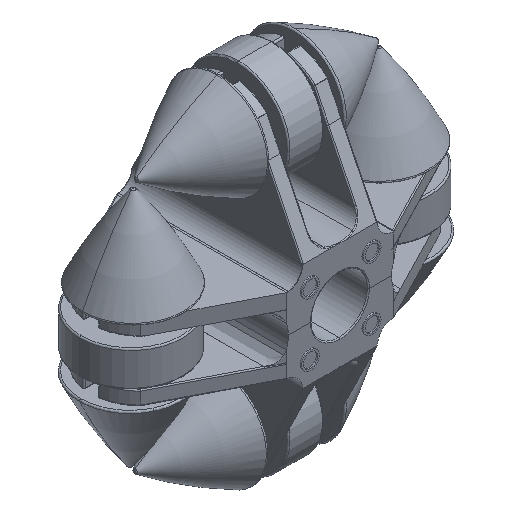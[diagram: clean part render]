
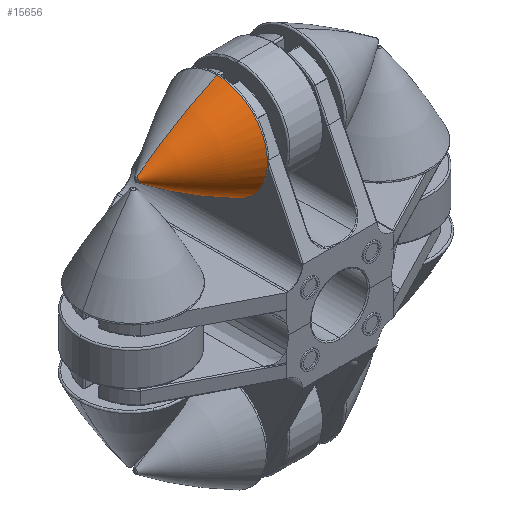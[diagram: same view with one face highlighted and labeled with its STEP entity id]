
A CAD part, isometric view. The second image highlights one B-rep face of the part: STEP entity #15656.
In plain terms, the highlighted toroidal (fillet/blend) face has major radius 54.671 mm and minor radius 68.371 mm.
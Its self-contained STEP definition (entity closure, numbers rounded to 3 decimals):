
#652 = CARTESIAN_POINT ( 'NONE',  ( 22.2, -1.353, 67.89 ) ) ;
#711 = CARTESIAN_POINT ( 'NONE',  ( -7.074, -1.653, 60.775 ) ) ;
#1022 = CARTESIAN_POINT ( 'NONE',  ( -7.074, -5.051, 61.804 ) ) ;
#1553 = CARTESIAN_POINT ( 'NONE',  ( -7.074, -6.018, 62.509 ) ) ;
#2155 = CARTESIAN_POINT ( 'NONE',  ( -7.074, -5.697, 73.535 ) ) ;
#2659 = ORIENTED_EDGE ( 'NONE', *, *, #7178, .T. ) ;
#2687 = CARTESIAN_POINT ( 'NONE',  ( -7.074, -7.479, 71.572 ) ) ;
#2837 = CARTESIAN_POINT ( 'NONE',  ( -7.074, -2.546, 60.869 ) ) ;
#3522 = CARTESIAN_POINT ( 'NONE',  ( -7.074, -1.954, 60.794 ) ) ;
#3686 = CARTESIAN_POINT ( 'NONE',  ( -7.074, -8.218, 65.995 ) ) ;
#4234 = CARTESIAN_POINT ( 'NONE',  ( -7.074, -8.433, 68.662 ) ) ;
#4840 = CARTESIAN_POINT ( 'NONE',  ( -7.074, -3.012, 74.817 ) ) ;
#5006 = CARTESIAN_POINT ( 'NONE',  ( -7.074, -4.868, 74.085 ) ) ;
#5028 = CARTESIAN_POINT ( 'NONE',  ( 22.2, -1.353, 122.562 ) ) ;
#5040 = EDGE_LOOP ( 'NONE', ( #30450, #30123, #27083, #2659, #5709 ) ) ;
#5180 = CARTESIAN_POINT ( 'NONE',  ( -7.074, -3.649, 74.633 ) ) ;
#5200 = DIRECTION ( 'NONE',  ( 0., -1., 0. ) ) ;
#5600 = DIRECTION ( 'NONE',  ( 0., 0., -1. ) ) ;
#5709 = ORIENTED_EDGE ( 'NONE', *, *, #11712, .T. ) ;
#6327 = CARTESIAN_POINT ( 'NONE',  ( -7.074, -8.292, 66.286 ) ) ;
#7178 = EDGE_CURVE ( 'NONE', #16724, #16977, #23062, .T. ) ;
#7840 = DIRECTION ( 'NONE',  ( 1., 0., 0. ) ) ;
#8151 = AXIS2_PLACEMENT_3D ( 'NONE', #31144, #10184, #12335 ) ;
#9204 = CARTESIAN_POINT ( 'NONE',  ( -7.074, -5.302, 61.963 ) ) ;
#9383 = CARTESIAN_POINT ( 'NONE',  ( -7.074, -8.03, 70.421 ) ) ;
#9759 = CARTESIAN_POINT ( 'NONE',  ( -7.074, -7.049, 63.584 ) ) ;
#9894 = AXIS2_PLACEMENT_3D ( 'NONE', #652, #19646, #5600 ) ;
#10150 = CARTESIAN_POINT ( 'NONE',  ( -7.074, -6.206, 73.104 ) ) ;
#10184 = DIRECTION ( 'NONE',  ( 0., 1., 0. ) ) ;
#11712 = EDGE_CURVE ( 'NONE', #16977, #34364, #26188, .T. ) ;
#11864 = CARTESIAN_POINT ( 'NONE',  ( -7.074, -7.53, 64.346 ) ) ;
#12240 = CARTESIAN_POINT ( 'NONE',  ( -7.074, -4.26, 61.389 ) ) ;
#12335 = DIRECTION ( 'NONE',  ( -1., 0., 0. ) ) ;
#13177 = CARTESIAN_POINT ( 'NONE',  ( -7.074, -4.574, 74.243 ) ) ;
#13684 = CARTESIAN_POINT ( 'NONE',  ( -7.074, -2.838, 60.925 ) ) ;
#14501 = CARTESIAN_POINT ( 'NONE',  ( -18.435, -1.353, 67.577 ) ) ;
#14524 = CARTESIAN_POINT ( 'NONE',  ( -7.074, -7.769, 70.965 ) ) ;
#14707 = CARTESIAN_POINT ( 'NONE',  ( -7.074, -7.927, 65.151 ) ) ;
#14889 = CARTESIAN_POINT ( 'NONE',  ( -7.074, -8.394, 68.962 ) ) ;
#14996 = CARTESIAN_POINT ( 'NONE',  ( -18.435, -1.353, 68.204 ) ) ;
#15063 = CARTESIAN_POINT ( 'NONE',  ( -7.074, -8.22, 69.849 ) ) ;
#15093 = CIRCLE ( 'NONE', #17944, 68.371 ) ;
#15240 = CARTESIAN_POINT ( 'NONE',  ( -7.074, -5.785, 62.315 ) ) ;
#15656 = ADVANCED_FACE ( 'NONE', ( #19490 ), #28589, .T. ) ;
#15835 = CARTESIAN_POINT ( 'NONE',  ( -7.074, -7.769, 70.965 ) ) ;
#16724 = VERTEX_POINT ( 'NONE', #28460 ) ;
#16977 = VERTEX_POINT ( 'NONE', #18122 ) ;
#17912 = CARTESIAN_POINT ( 'NONE',  ( -7.074, -3.701, 61.166 ) ) ;
#17944 = AXIS2_PLACEMENT_3D ( 'NONE', #5028, #5200, #7840 ) ;
#18004 = DIRECTION ( 'NONE',  ( 1., 0., 0. ) ) ;
#18122 = CARTESIAN_POINT ( 'NONE',  ( -7.074, -7.769, 70.965 ) ) ;
#19054 = CARTESIAN_POINT ( 'NONE',  ( -7.074, -3.961, 74.519 ) ) ;
#19490 = FACE_OUTER_BOUND ( 'NONE', #5040, .T. ) ;
#19518 = CIRCLE ( 'NONE', #8151, 68.371 ) ;
#19646 = DIRECTION ( 'NONE',  ( 1., 0., 0. ) ) ;
#20058 = CARTESIAN_POINT ( 'NONE',  ( -7.074, -8.438, 67.174 ) ) ;
#20452 = CIRCLE ( 'NONE', #26107, 0.313 ) ;
#21092 = EDGE_CURVE ( 'NONE', #22970, #22721, #20452, .T. ) ;
#22687 = CARTESIAN_POINT ( 'NONE',  ( -7.074, -8.402, 66.878 ) ) ;
#22721 = VERTEX_POINT ( 'NONE', #14501 ) ;
#22872 = CARTESIAN_POINT ( 'NONE',  ( -7.074, -8.035, 65.428 ) ) ;
#22970 = VERTEX_POINT ( 'NONE', #14996 ) ;
#23062 = B_SPLINE_CURVE_WITH_KNOTS ( 'NONE', 3,
 ( #25019, #711, #3522, #2837, #13684, #31230, #17912, #12240, #33707, #1022, #9204, #15240, #1553, #31414, #9759, #11864, #23421, #14707, #22872, #3686, #6327, #22687, #20058, #26070, #30710, #4234, #14889, #15063, #9383, #14524 ),
 .UNSPECIFIED., .F., .F.,
 ( 4, 2, 2, 2, 2, 2, 2, 2, 2, 2, 2, 2, 2, 2, 4 ),
 ( 0.014, 0.015, 0.016, 0.017, 0.018, 0.019, 0.02, 0.021, 0.022, 0.023, 0.024, 0.025, 0.026, 0.027, 0.029 ),
 .UNSPECIFIED. ) ;
#23193 = CARTESIAN_POINT ( 'NONE',  ( -7.074, -1.353, 75.006 ) ) ;
#23421 = CARTESIAN_POINT ( 'NONE',  ( -7.074, -7.675, 64.611 ) ) ;
#23650 = CARTESIAN_POINT ( 'NONE',  ( -7.074, -5.43, 73.731 ) ) ;
#23826 = CARTESIAN_POINT ( 'NONE',  ( -7.074, -7.111, 72.123 ) ) ;
#24002 = CARTESIAN_POINT ( 'NONE',  ( -7.074, -1.353, 75.006 ) ) ;
#24343 = CARTESIAN_POINT ( 'NONE',  ( -7.074, -1.689, 75.006 ) ) ;
#25019 = CARTESIAN_POINT ( 'NONE',  ( -7.074, -1.353, 60.775 ) ) ;
#25706 = EDGE_CURVE ( 'NONE', #22721, #16724, #15093, .T. ) ;
#26070 = CARTESIAN_POINT ( 'NONE',  ( -7.074, -8.473, 67.768 ) ) ;
#26107 = AXIS2_PLACEMENT_3D ( 'NONE', #31503, #18004, #31844 ) ;
#26188 = B_SPLINE_CURVE_WITH_KNOTS ( 'NONE', 3,
 ( #15835, #2687, #23826, #29321, #10150, #2155, #23650, #5006, #13177, #19054, #5180, #4840, #29167, #32515, #24343, #24002 ),
 .UNSPECIFIED., .F., .F.,
 ( 4, 2, 2, 2, 2, 2, 2, 4 ),
 ( 0., 0.002, 0.003, 0.004, 0.005, 0.006, 0.007, 0.008 ),
 .UNSPECIFIED. ) ;
#27083 = ORIENTED_EDGE ( 'NONE', *, *, #25706, .T. ) ;
#28460 = CARTESIAN_POINT ( 'NONE',  ( -7.074, -1.353, 60.775 ) ) ;
#28589 = TOROIDAL_SURFACE ( 'NONE', #9894, -54.671, 68.371 ) ;
#29167 = CARTESIAN_POINT ( 'NONE',  ( -7.074, -2.687, 74.887 ) ) ;
#29321 = CARTESIAN_POINT ( 'NONE',  ( -7.074, -6.448, 72.868 ) ) ;
#30123 = ORIENTED_EDGE ( 'NONE', *, *, #21092, .T. ) ;
#30164 = EDGE_CURVE ( 'NONE', #22970, #34364, #19518, .T. ) ;
#30450 = ORIENTED_EDGE ( 'NONE', *, *, #30164, .F. ) ;
#30710 = CARTESIAN_POINT ( 'NONE',  ( -7.074, -8.472, 68.066 ) ) ;
#31144 = CARTESIAN_POINT ( 'NONE',  ( 22.2, -1.353, 13.219 ) ) ;
#31230 = CARTESIAN_POINT ( 'NONE',  ( -7.074, -3.415, 61.073 ) ) ;
#31414 = CARTESIAN_POINT ( 'NONE',  ( -7.074, -6.671, 63.125 ) ) ;
#31503 = CARTESIAN_POINT ( 'NONE',  ( -18.435, -1.353, 67.89 ) ) ;
#31844 = DIRECTION ( 'NONE',  ( 0., 0., -1. ) ) ;
#32515 = CARTESIAN_POINT ( 'NONE',  ( -7.074, -2.026, 74.982 ) ) ;
#33707 = CARTESIAN_POINT ( 'NONE',  ( -7.074, -4.53, 61.516 ) ) ;
#34364 = VERTEX_POINT ( 'NONE', #23193 ) ;
